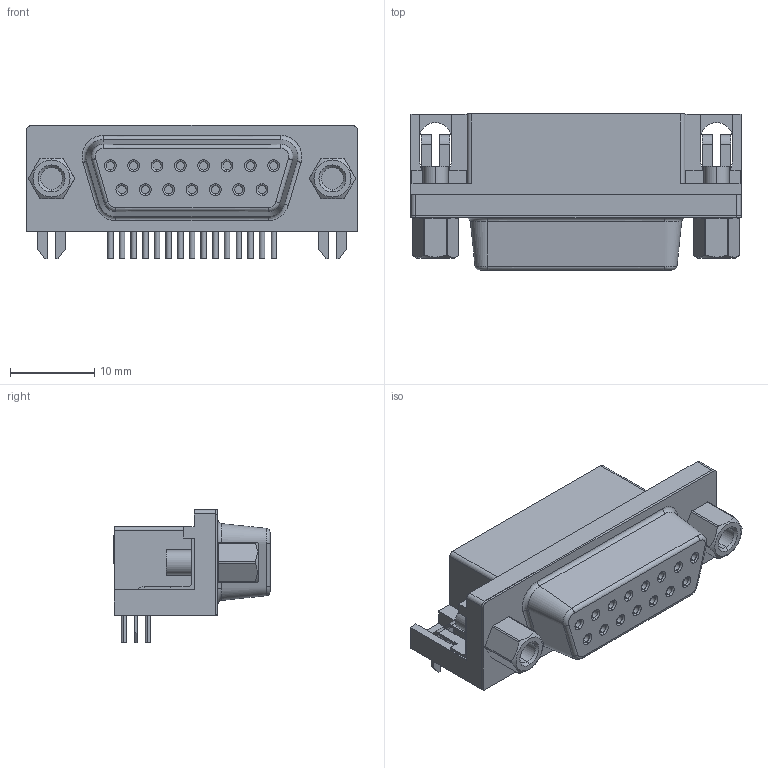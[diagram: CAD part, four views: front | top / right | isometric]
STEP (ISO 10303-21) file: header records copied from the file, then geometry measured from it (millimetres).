
FILE_DESCRIPTION (( 'STEP AP214' ), '1' );
FILE_NAME ('DSUB-TH_DMR-15P-F-WI.step', '2022-06-21T14:36:23', ( '' ), ( '' ), 'SwSTEP 2.0', 'SolidWorks 2020', '' );
FILE_SCHEMA (( 'AUTOMOTIVE_DESIGN' ));
Length unit declared in the file: millimetre
Products named in the file (1): DSUB-TH_DMR-15P-F-WI
Bounding box: 39.24 x 18.51 x 15.81 mm (x, y, z)
Volume: 4898.6 mm3; surface area: 4737.7 mm2
Topology: 3 solids, 3 shells, 685 faces, 1805 edges, 1178 vertices
Faces by surface type: plane 399, bspline 130, cylinder 118, torus 30, cone 8
Entity records: 30093 total; most frequent: CARTESIAN_POINT 6825, ORIENTED_EDGE 3610, DIRECTION 2937, EDGE_CURVE 1805, VECTOR 1201, LINE 1201, VERTEX_POINT 1178, AXIS2_PLACEMENT_3D 868
